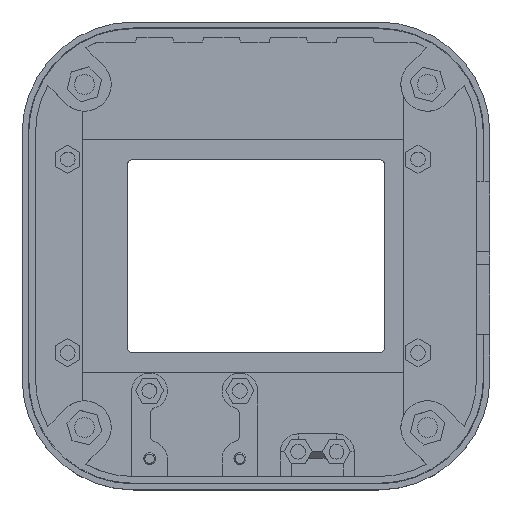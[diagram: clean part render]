
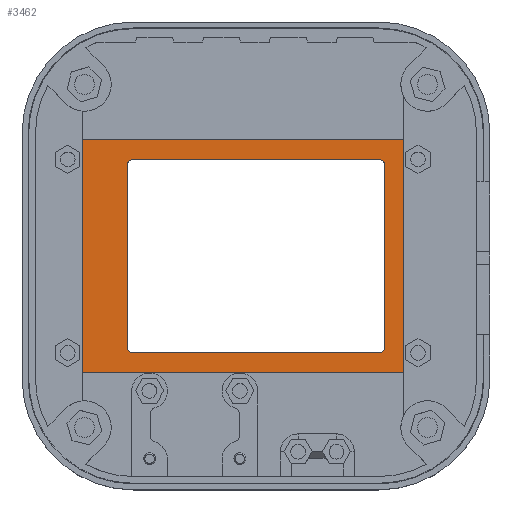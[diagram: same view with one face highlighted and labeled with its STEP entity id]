
A CAD part, top view. The second image highlights one B-rep face of the part: STEP entity #3462.
In plain terms, the highlighted planar face has unit normal (0, 0, 1).
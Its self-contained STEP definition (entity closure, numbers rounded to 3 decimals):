
#101 = CIRCLE ( 'NONE', #139, 1. ) ;
#139 = AXIS2_PLACEMENT_3D ( 'NONE', #3592, #12533, #4880 ) ;
#300 = VECTOR ( 'NONE', #12957, 1000. ) ;
#533 = LINE ( 'NONE', #6360, #11154 ) ;
#627 = ORIENTED_EDGE ( 'NONE', *, *, #14414, .T. ) ;
#750 = VERTEX_POINT ( 'NONE', #4029 ) ;
#785 = FACE_OUTER_BOUND ( 'NONE', #11882, .T. ) ;
#860 = DIRECTION ( 'NONE',  ( 1., 0., 0. ) ) ;
#906 = CARTESIAN_POINT ( 'NONE',  ( -39., 26.1, 0.81 ) ) ;
#1509 = EDGE_CURVE ( 'NONE', #14268, #1872, #14510, .T. ) ;
#1621 = AXIS2_PLACEMENT_3D ( 'NONE', #6236, #15172, #7529 ) ;
#1750 = VERTEX_POINT ( 'NONE', #9727 ) ;
#1872 = VERTEX_POINT ( 'NONE', #3610 ) ;
#2079 = ORIENTED_EDGE ( 'NONE', *, *, #7473, .T. ) ;
#2351 = VERTEX_POINT ( 'NONE', #5036 ) ;
#2486 = DIRECTION ( 'NONE',  ( 1., 0., 0. ) ) ;
#2848 = CARTESIAN_POINT ( 'NONE',  ( 27.8, 21.6, 0.81 ) ) ;
#3257 = CARTESIAN_POINT ( 'NONE',  ( 0., 0., 0.81 ) ) ;
#3462 = ADVANCED_FACE ( 'NONE', ( #785, #7624 ), #16485, .T. ) ;
#3592 = CARTESIAN_POINT ( 'NONE',  ( -27.8, -20.6, 0.81 ) ) ;
#3610 = CARTESIAN_POINT ( 'NONE',  ( 33.1, 26.1, 0.81 ) ) ;
#3834 = DIRECTION ( 'NONE',  ( 1., 0., 0. ) ) ;
#3865 = CARTESIAN_POINT ( 'NONE',  ( -27.8, -21.6, 0.81 ) ) ;
#4029 = CARTESIAN_POINT ( 'NONE',  ( 28.8, -20.6, 0.81 ) ) ;
#4299 = VECTOR ( 'NONE', #5712, 1000. ) ;
#4804 = LINE ( 'NONE', #10211, #15020 ) ;
#4827 = CARTESIAN_POINT ( 'NONE',  ( 27.8, -21.6, 0.81 ) ) ;
#4880 = DIRECTION ( 'NONE',  ( 1., 0., 0. ) ) ;
#4895 = ORIENTED_EDGE ( 'NONE', *, *, #16608, .T. ) ;
#5036 = CARTESIAN_POINT ( 'NONE',  ( -27.8, 21.6, 0.81 ) ) ;
#5063 = DIRECTION ( 'NONE',  ( 0., 0., 1. ) ) ;
#5435 = CIRCLE ( 'NONE', #9326, 1. ) ;
#5515 = ORIENTED_EDGE ( 'NONE', *, *, #7029, .T. ) ;
#5623 = CARTESIAN_POINT ( 'NONE',  ( 27.8, -20.6, 0.81 ) ) ;
#5628 = VECTOR ( 'NONE', #14362, 1000. ) ;
#5654 = VERTEX_POINT ( 'NONE', #15060 ) ;
#5712 = DIRECTION ( 'NONE',  ( -1., 0., 0. ) ) ;
#5989 = VECTOR ( 'NONE', #8066, 1000. ) ;
#6236 = CARTESIAN_POINT ( 'NONE',  ( -27.8, 20.6, 0.81 ) ) ;
#6360 = CARTESIAN_POINT ( 'NONE',  ( 28.8, 21.6, 0.81 ) ) ;
#6362 = VERTEX_POINT ( 'NONE', #3865 ) ;
#6521 = CARTESIAN_POINT ( 'NONE',  ( -39., 26.1, 0.81 ) ) ;
#6911 = DIRECTION ( 'NONE',  ( 1., 0., 0. ) ) ;
#7029 = EDGE_CURVE ( 'NONE', #7920, #6362, #12423, .T. ) ;
#7041 = AXIS2_PLACEMENT_3D ( 'NONE', #3257, #5063, #12837 ) ;
#7071 = VERTEX_POINT ( 'NONE', #13180 ) ;
#7221 = VECTOR ( 'NONE', #9874, 1000. ) ;
#7337 = EDGE_CURVE ( 'NONE', #8973, #7071, #15220, .T. ) ;
#7362 = EDGE_CURVE ( 'NONE', #1750, #13646, #10214, .T. ) ;
#7441 = DIRECTION ( 'NONE',  ( 0., 1., 0. ) ) ;
#7473 = EDGE_CURVE ( 'NONE', #7071, #14268, #4804, .T. ) ;
#7529 = DIRECTION ( 'NONE',  ( 1., 0., 0. ) ) ;
#7624 = FACE_BOUND ( 'NONE', #13485, .T. ) ;
#7636 = ORIENTED_EDGE ( 'NONE', *, *, #8889, .T. ) ;
#7871 = CARTESIAN_POINT ( 'NONE',  ( 33.1, 26.1, 0.81 ) ) ;
#7920 = VERTEX_POINT ( 'NONE', #4827 ) ;
#8066 = DIRECTION ( 'NONE',  ( 0., -1., 0. ) ) ;
#8117 = ORIENTED_EDGE ( 'NONE', *, *, #11181, .T. ) ;
#8211 = CARTESIAN_POINT ( 'NONE',  ( -39., 26.1, 0.81 ) ) ;
#8535 = DIRECTION ( 'NONE',  ( 0., 0., -1. ) ) ;
#8880 = ORIENTED_EDGE ( 'NONE', *, *, #10878, .T. ) ;
#8889 = EDGE_CURVE ( 'NONE', #2351, #9661, #533, .T. ) ;
#8973 = VERTEX_POINT ( 'NONE', #6521 ) ;
#9326 = AXIS2_PLACEMENT_3D ( 'NONE', #16214, #8535, #860 ) ;
#9411 = ORIENTED_EDGE ( 'NONE', *, *, #7362, .T. ) ;
#9661 = VERTEX_POINT ( 'NONE', #2848 ) ;
#9727 = CARTESIAN_POINT ( 'NONE',  ( -28.8, -20.6, 0.81 ) ) ;
#9874 = DIRECTION ( 'NONE',  ( 0., -1., 0. ) ) ;
#10211 = CARTESIAN_POINT ( 'NONE',  ( -39., -26.1, 0.81 ) ) ;
#10214 = LINE ( 'NONE', #11215, #13203 ) ;
#10589 = CARTESIAN_POINT ( 'NONE',  ( 28.8, -21.6, 0.81 ) ) ;
#10783 = ORIENTED_EDGE ( 'NONE', *, *, #11717, .T. ) ;
#10878 = EDGE_CURVE ( 'NONE', #750, #7920, #12127, .T. ) ;
#11011 = ORIENTED_EDGE ( 'NONE', *, *, #12133, .T. ) ;
#11154 = VECTOR ( 'NONE', #2486, 1000. ) ;
#11181 = EDGE_CURVE ( 'NONE', #13646, #2351, #14531, .T. ) ;
#11215 = CARTESIAN_POINT ( 'NONE',  ( -28.8, -21.6, 0.81 ) ) ;
#11495 = LINE ( 'NONE', #8211, #4299 ) ;
#11717 = EDGE_CURVE ( 'NONE', #6362, #1750, #101, .T. ) ;
#11882 = EDGE_LOOP ( 'NONE', ( #13749, #11011, #13242, #2079 ) ) ;
#12127 = CIRCLE ( 'NONE', #14285, 1. ) ;
#12133 = EDGE_CURVE ( 'NONE', #1872, #8973, #11495, .T. ) ;
#12423 = LINE ( 'NONE', #13073, #5628 ) ;
#12533 = DIRECTION ( 'NONE',  ( 0., 0., -1. ) ) ;
#12776 = LINE ( 'NONE', #10589, #5989 ) ;
#12837 = DIRECTION ( 'NONE',  ( 1., 0., 0. ) ) ;
#12957 = DIRECTION ( 'NONE',  ( 0., 1., 0. ) ) ;
#13073 = CARTESIAN_POINT ( 'NONE',  ( 28.8, -21.6, 0.81 ) ) ;
#13180 = CARTESIAN_POINT ( 'NONE',  ( -39., -26.1, 0.81 ) ) ;
#13203 = VECTOR ( 'NONE', #7441, 1000. ) ;
#13242 = ORIENTED_EDGE ( 'NONE', *, *, #7337, .T. ) ;
#13485 = EDGE_LOOP ( 'NONE', ( #8117, #7636, #627, #4895, #8880, #5515, #10783, #9411 ) ) ;
#13646 = VERTEX_POINT ( 'NONE', #15727 ) ;
#13749 = ORIENTED_EDGE ( 'NONE', *, *, #1509, .T. ) ;
#14268 = VERTEX_POINT ( 'NONE', #14583 ) ;
#14285 = AXIS2_PLACEMENT_3D ( 'NONE', #5623, #14561, #6911 ) ;
#14362 = DIRECTION ( 'NONE',  ( -1., 0., 0. ) ) ;
#14414 = EDGE_CURVE ( 'NONE', #9661, #5654, #5435, .T. ) ;
#14510 = LINE ( 'NONE', #7871, #300 ) ;
#14531 = CIRCLE ( 'NONE', #1621, 1. ) ;
#14561 = DIRECTION ( 'NONE',  ( 0., 0., -1. ) ) ;
#14583 = CARTESIAN_POINT ( 'NONE',  ( 33.1, -26.1, 0.81 ) ) ;
#15020 = VECTOR ( 'NONE', #3834, 1000. ) ;
#15060 = CARTESIAN_POINT ( 'NONE',  ( 28.8, 20.6, 0.81 ) ) ;
#15172 = DIRECTION ( 'NONE',  ( 0., 0., -1. ) ) ;
#15220 = LINE ( 'NONE', #906, #7221 ) ;
#15727 = CARTESIAN_POINT ( 'NONE',  ( -28.8, 20.6, 0.81 ) ) ;
#16214 = CARTESIAN_POINT ( 'NONE',  ( 27.8, 20.6, 0.81 ) ) ;
#16485 = PLANE ( 'NONE',  #7041 ) ;
#16608 = EDGE_CURVE ( 'NONE', #5654, #750, #12776, .T. ) ;
